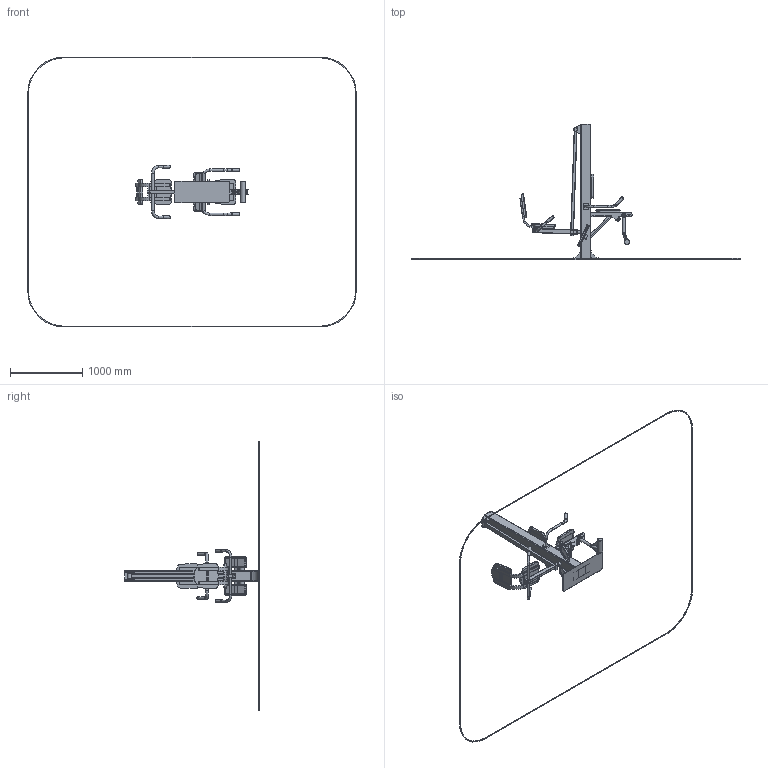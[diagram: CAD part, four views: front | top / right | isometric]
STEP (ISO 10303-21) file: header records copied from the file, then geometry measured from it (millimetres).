
FILE_DESCRIPTION(('STEP AP214'), '1');
FILE_NAME('襝樇馰歑 衵-04-21', '', ('UNSPECIFIED'), ('UNSPECIFIED'), 'C3D Converter', 'C3D Toolkit', '');
FILE_SCHEMA(('AUTOMOTIVE_DESIGN { 1 0 10303 214 3 1 1}'));
Length unit declared in the file: millimetre
Products named in the file (63): УТ-28Н-14.01.01.08; УТ-19Н опора (2020); УТ-07.01.01.02; УТ-10.1.14.01.01.08; УТ-10.1.14.01.01.09; УТ-28Н-; УТ-12.1.14.04.00.00; УТ-12.1.14.04.01.00-3020; УТ-12.1.14.04.01.05; УТ-12.1.14.04.01.01; УТ-10.1Н.01.01.04; УТ-10.1Н.02.00.00; УТ-10.1Н.02.01.00-3020; УТ-10.1Н.02.01.03; УТ-10.1Н.02.01.01; УТ-10.1Н.02.01.02; УТ-07.1.14.02.01.03; УТС-03.01.01.06; УТ-04.14.00.02.02; УТ-12.1.14.04.00.03; УТ-02.1.14.00.00.01; УТ-10.1.14.00.01.00; УТ-07.1.14.02.01.01; УТ-10.1.14.00.01.02; УТ-10.1.14.00.01.01; КР-307.02.06; УТ-18Н.1.14.05.00.00-01; УТ-18Н.1.14.05.01.00-01; УТ-18Н.1.14.05.01.04; УТ-10.1.14.01.01.04; УТ-18Н.1.14.05.00.00; УТ-18Н.1.14.05.01.00; ФК-03.03
Assembly tree (103 placements, depth 6):
  (unnamed)
    (unnamed)
      (unnamed)
      УТ-28Н-14.01.01.08  x2
      (unnamed)
      УТ-19Н опора (2020)
      (unnamed)  x4
      (unnamed)  x2
      (unnamed)
      (unnamed)  x2
      УТ-07.01.01.02  x2
      УТ-10.1.14.01.01.08
      (unnamed)
      УТ-10.1.14.01.01.09  x2
      (unnamed)
      (unnamed)  x2
      (unnamed)
      УТ-28Н-  x2
      (unnamed)  x2
    УТ-12.1.14.04.00.00
      УТ-12.1.14.04.01.00-3020
        УТ-12.1.14.04.01.05
        УТ-12.1.14.04.01.01
        (unnamed)
        УТ-10.1Н.01.01.04
        УТ-10.1Н.02.00.00
          УТ-10.1Н.02.01.00-3020
            УТ-10.1Н.02.01.03
            УТ-10.1Н.02.01.01
            УТ-10.1Н.02.01.02  x2
          УТ-07.1.14.02.01.03  x4
          (unnamed)  x2
        УТС-03.01.01.06  x2
        УТ-04.14.00.02.02
        УТС-03.01.01.06  x2
        (unnamed)
      УТ-12.1.14.04.00.03
      (unnamed)
      (unnamed)  x2
    (unnamed)  x2
    УТ-02.1.14.00.00.01  x2
    УТ-10.1.14.00.01.00
      УТ-07.1.14.02.01.01
      УТ-10.1.14.00.01.02
      УТ-10.1.14.00.01.01
      КР-307.02.06  x2
    (unnamed)  x2
    УТ-18Н.1.14.05.00.00-01
      (unnamed)
      УТ-18Н.1.14.05.01.00-01
        УТ-18Н.1.14.05.01.04
        УТ-10.1.14.01.01.04
        (unnamed)
    УТ-18Н.1.14.05.00.00
      УТ-18Н.1.14.05.01.00
        УТ-18Н.1.14.05.01.04
        УТ-10.1.14.01.01.04
        (unnamed)
      (unnamed)
    (unnamed)
Bounding box: 4555.37 x 1872 x 3740 mm (x, y, z)
Volume: 30492657.6 mm3; surface area: 7948663.9 mm2
Topology: 72 solids, 72 shells, 1140 faces, 2671 edges, 1680 vertices
Faces by surface type: plane 558, cylinder 438, torus 122, bspline 12, cone 10
Full cylindrical faces by diameter (mm): 2 x2, 5 x2, 6.53 x1, 10 x2, 12 x2, 20 x2, 26 x8, 26.4 x8, 30 x2, 34 x22, 36 x2, 40 x4, 42 x2, 47 x4, 50 x1, 58 x2, 60 x2, 70 x1
Entity records: 26272 total; most frequent: CARTESIAN_POINT 4883, DIRECTION 3370, ORIENTED_EDGE 2858, EDGE_CURVE 1429, AXIS2_PLACEMENT_3D 1240, VERTEX_POINT 961, LINE 890, VECTOR 890
